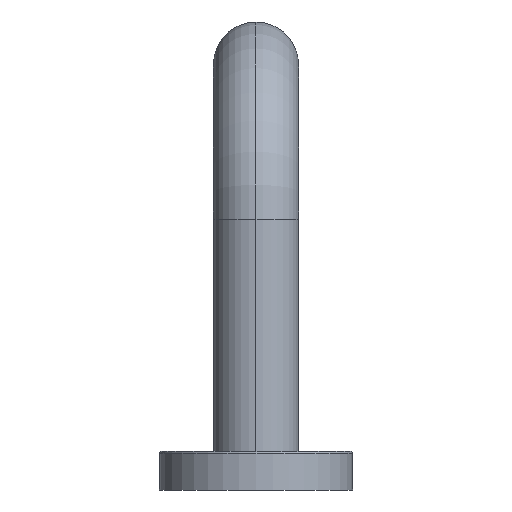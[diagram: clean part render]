
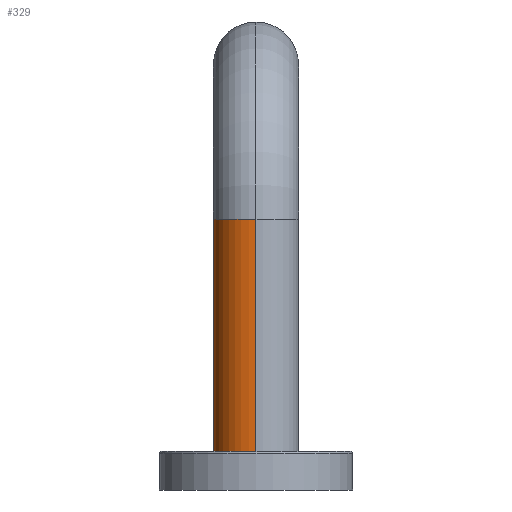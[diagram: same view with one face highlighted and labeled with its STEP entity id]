
A CAD part, left-side view. The second image highlights one B-rep face of the part: STEP entity #329.
In plain terms, the highlighted cylindrical face has radius 11 mm (diameter 22 mm), a partial arc.
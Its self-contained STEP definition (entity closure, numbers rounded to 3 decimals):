
#175=CARTESIAN_POINT('',(-300.,100.,0.));
#176=DIRECTION('',(0.,-1.,0.));
#177=DIRECTION('',(1.,0.,0.));
#178=AXIS2_PLACEMENT_3D('',#175,#176,#177);
#185=DIRECTION('',(0.,1.,0.));
#186=VECTOR('',#185,60.);
#187=CARTESIAN_POINT('',(-289.,40.,0.));
#188=LINE('',#187,#186);
#189=DIRECTION('',(0.,-1.,0.));
#190=VECTOR('',#189,60.);
#191=CARTESIAN_POINT('',(-311.,100.,0.));
#192=LINE('',#191,#190);
#203=CARTESIAN_POINT('',(-300.,40.,0.));
#204=DIRECTION('',(0.,-1.,0.));
#205=DIRECTION('',(1.,0.,0.));
#206=AXIS2_PLACEMENT_3D('',#203,#204,#205);
#279=CARTESIAN_POINT('',(-289.,100.,0.));
#280=CARTESIAN_POINT('',(-311.,100.,0.));
#281=VERTEX_POINT('',#279);
#282=VERTEX_POINT('',#280);
#283=CARTESIAN_POINT('',(-289.,40.,0.));
#284=CARTESIAN_POINT('',(-311.,40.,0.));
#285=VERTEX_POINT('',#283);
#286=VERTEX_POINT('',#284);
#315=CARTESIAN_POINT('',(-300.,100.,0.));
#316=DIRECTION('',(0.,-1.,0.));
#317=DIRECTION('',(1.,0.,0.));
#318=AXIS2_PLACEMENT_3D('',#315,#316,#317);
#319=CYLINDRICAL_SURFACE('',#318,11.);
#321=ORIENTED_EDGE('',*,*,#320,.F.);
#323=ORIENTED_EDGE('',*,*,#322,.T.);
#325=ORIENTED_EDGE('',*,*,#324,.F.);
#326=ORIENTED_EDGE('',*,*,#308,.F.);
#327=EDGE_LOOP('',(#321,#323,#325,#326));
#328=FACE_OUTER_BOUND('',#327,.F.);
#329=ADVANCED_FACE('',(#328),#319,.T.);
#179=CIRCLE('',#178,11.);
#207=CIRCLE('',#206,11.);
#308=EDGE_CURVE('',#281,#282,#179,.T.);
#320=EDGE_CURVE('',#285,#281,#188,.T.);
#322=EDGE_CURVE('',#285,#286,#207,.T.);
#324=EDGE_CURVE('',#282,#286,#192,.T.);
